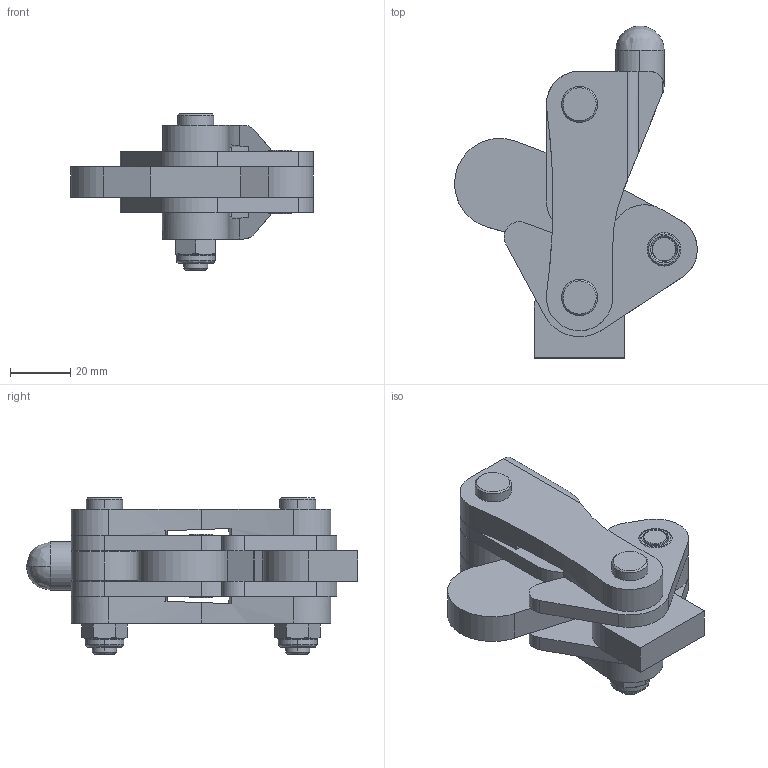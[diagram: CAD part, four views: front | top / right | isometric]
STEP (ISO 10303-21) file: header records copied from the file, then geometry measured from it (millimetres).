
FILE_DESCRIPTION (( 'STEP AP214' ), '1' );
FILE_NAME ('810-4.STEP', '2017-11-21T15:35:08', ( '' ), ( '' ), 'SwSTEP 2.0', 'SolidWorks 2015', '' );
FILE_SCHEMA (( 'AUTOMOTIVE_DESIGN' ));
Length unit declared in the file: millimetre
Products named in the file (6): 5; 4; 3; 2; 1; 810-4
Assembly tree (5 placements, depth 2):
  810-4
    1
    2
    3
    4
    5
Bounding box: 80.39 x 110 x 52 mm (x, y, z)
Volume: 109558.8 mm3; surface area: 42435.4 mm2
Topology: 5 solids, 5 shells, 341 faces, 792 edges, 493 vertices
Faces by surface type: cylinder 127, plane 105, cone 99, bspline 10
Entity records: 12067 total; most frequent: CARTESIAN_POINT 4152, DIRECTION 1612, ORIENTED_EDGE 1576, EDGE_CURVE 788, AXIS2_PLACEMENT_3D 638, VERTEX_POINT 493, EDGE_LOOP 395, FACE_OUTER_BOUND 341
